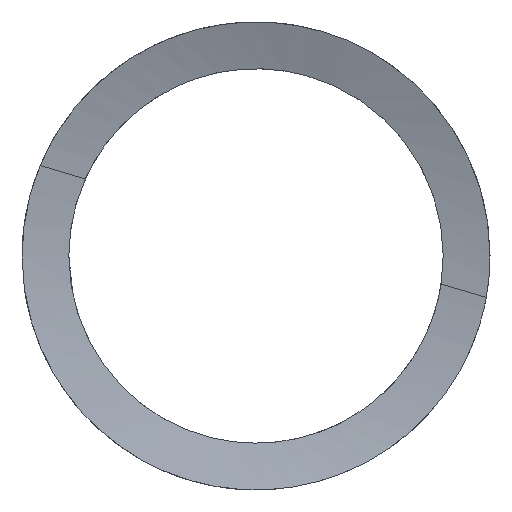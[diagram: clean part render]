
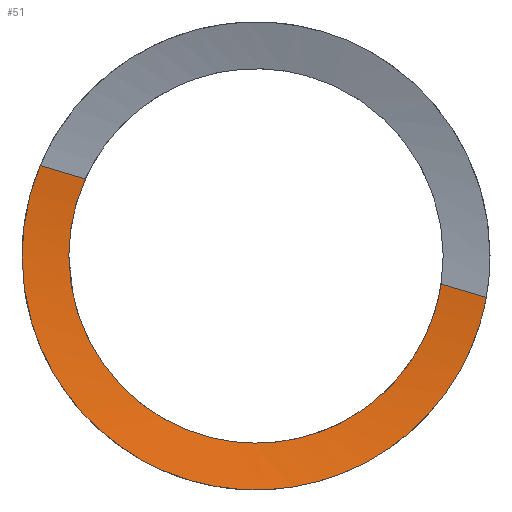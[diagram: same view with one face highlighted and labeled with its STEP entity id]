
A CAD part, left-side view. The second image highlights one B-rep face of the part: STEP entity #51.
In plain terms, the highlighted cylindrical face has radius 24 mm (diameter 48 mm), a partial arc.
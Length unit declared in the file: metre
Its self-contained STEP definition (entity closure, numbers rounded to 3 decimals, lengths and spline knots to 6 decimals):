
#51=ADVANCED_FACE('',(#115),#116,.F.);
#63=EDGE_CURVE('',#134,#135,#136,.T.);
#69=EDGE_CURVE('',#145,#146,#147,.F.);
#71=EDGE_CURVE('0:435',#149,#145,#150,.F.);
#73=EDGE_CURVE('',#152,#134,#153,.T.);
#115=FACE_OUTER_BOUND('',#189,.T.);
#116=CYLINDRICAL_SURFACE('',#190,0.024);
#134=VERTEX_POINT('',#209);
#135=VERTEX_POINT('',#210);
#136=B_SPLINE_CURVE_WITH_KNOTS('',5,(#211,#212,#213,#214,#215,#216,#217,#218,#219,#220,#221,#222,#223,#224,#225,#226,#227,#228,#229,#230,#231,#232,#233,#234),.UNSPECIFIED.,.F.,.F.,(6,3,3,3,3,3,3,6),(0.0,3.934523,7.965796,11.308317,14.636837,18.044871,22.632377,25.564788),.UNSPECIFIED.);
#145=VERTEX_POINT('',#287);
#146=VERTEX_POINT('',#288);
#147=B_SPLINE_CURVE_WITH_KNOTS('',5,(#289,#290,#291,#292,#293,#294),.UNSPECIFIED.,.F.,.F.,(6,6),(-35.955209,-31.743454),.UNSPECIFIED.);
#149=VERTEX_POINT('',#297);
#150=B_SPLINE_CURVE_WITH_KNOTS('',5,(#298,#299,#300,#301,#302,#303,#304,#305,#306,#307,#308,#309,#310,#311,#312,#313,#314,#315,#316,#317,#318,#319,#320,#321),.UNSPECIFIED.,.F.,.F.,(6,3,3,3,3,3,3,6),(-31.743454,-27.71598,-23.16159,-19.432451,-15.178981,-10.156104,-5.005581,-0.0),.UNSPECIFIED.);
#152=VERTEX_POINT('',#324);
#153=B_SPLINE_CURVE_WITH_KNOTS('',5,(#325,#326,#327,#328,#329,#330),.UNSPECIFIED.,.F.,.F.,(6,6),(-3.600091,0.0),.UNSPECIFIED.);
#189=EDGE_LOOP('',(#552,#553,#554,#555,#556,#557));
#190=AXIS2_PLACEMENT_3D('',#558,#559,#560);
#209=CARTESIAN_POINT('',(0.009159,0.006,0.));
#210=CARTESIAN_POINT('',(0.007853,-0.005931,-0.000904));
#211=CARTESIAN_POINT('',(0.009159,0.006,0.));
#212=CARTESIAN_POINT('',(0.009103,0.006,-0.000554));
#213=CARTESIAN_POINT('',(0.009026,0.005936,-0.001105));
#214=CARTESIAN_POINT('',(0.008933,0.005809,-0.001644));
#215=CARTESIAN_POINT('',(0.008719,0.005433,-0.002692));
#216=CARTESIAN_POINT('',(0.008479,0.004832,-0.003623));
#217=CARTESIAN_POINT('',(0.008356,0.004474,-0.004056));
#218=CARTESIAN_POINT('',(0.00814,0.003733,-0.004767));
#219=CARTESIAN_POINT('',(0.007956,0.002855,-0.005308));
#220=CARTESIAN_POINT('',(0.007882,0.002433,-0.005515));
#221=CARTESIAN_POINT('',(0.007757,0.001552,-0.005843));
#222=CARTESIAN_POINT('',(0.007679,0.000619,-0.005996));
#223=CARTESIAN_POINT('',(0.007653,0.000147,-0.006026));
#224=CARTESIAN_POINT('',(0.007624,-0.000809,-0.005993));
#225=CARTESIAN_POINT('',(0.007635,-0.001741,-0.005772));
#226=CARTESIAN_POINT('',(0.00765,-0.0022,-0.005614));
#227=CARTESIAN_POINT('',(0.007698,-0.00323,-0.005136));
#228=CARTESIAN_POINT('',(0.007762,-0.004124,-0.00443));
#229=CARTESIAN_POINT('',(0.007798,-0.004579,-0.003958));
#230=CARTESIAN_POINT('',(0.007844,-0.005212,-0.003092));
#231=CARTESIAN_POINT('',(0.007862,-0.005638,-0.002114));
#232=CARTESIAN_POINT('',(0.007864,-0.005771,-0.001719));
#233=CARTESIAN_POINT('',(0.007861,-0.005869,-0.001314));
#234=CARTESIAN_POINT('',(0.007853,-0.005931,-0.000904));
#287=CARTESIAN_POINT('',(0.009291,0.0075,0.));
#288=CARTESIAN_POINT('',(0.009403,0.006919,0.002895));
#289=CARTESIAN_POINT('',(0.009403,0.006919,0.002895));
#290=CARTESIAN_POINT('',(0.009431,0.007148,0.002346));
#291=CARTESIAN_POINT('',(0.009433,0.007324,0.001773));
#292=CARTESIAN_POINT('',(0.00941,0.007442,0.001186));
#293=CARTESIAN_POINT('',(0.009361,0.0075,0.000591));
#294=CARTESIAN_POINT('',(0.009291,0.0075,0.));
#297=CARTESIAN_POINT('',(0.007679,-0.007381,-0.001333));
#298=CARTESIAN_POINT('',(0.009291,0.0075,0.));
#299=CARTESIAN_POINT('',(0.009224,0.0075,-0.000566));
#300=CARTESIAN_POINT('',(0.009137,0.007447,-0.001129));
#301=CARTESIAN_POINT('',(0.009033,0.007341,-0.001682));
#302=CARTESIAN_POINT('',(0.008784,0.007009,-0.002828));
#303=CARTESIAN_POINT('',(0.008495,0.006464,-0.003881));
#304=CARTESIAN_POINT('',(0.008336,0.006118,-0.004406));
#305=CARTESIAN_POINT('',(0.008051,0.005393,-0.00529));
#306=CARTESIAN_POINT('',(0.007791,0.004513,-0.006024));
#307=CARTESIAN_POINT('',(0.007682,0.004087,-0.006321));
#308=CARTESIAN_POINT('',(0.007473,0.003122,-0.006876));
#309=CARTESIAN_POINT('',(0.007324,0.00206,-0.007249));
#310=CARTESIAN_POINT('',(0.007264,0.001474,-0.007391));
#311=CARTESIAN_POINT('',(0.00718,0.00017,-0.00757));
#312=CARTESIAN_POINT('',(0.007186,-0.001147,-0.007463));
#313=CARTESIAN_POINT('',(0.007213,-0.00185,-0.00732));
#314=CARTESIAN_POINT('',(0.007301,-0.003223,-0.006867));
#315=CARTESIAN_POINT('',(0.007426,-0.004449,-0.006104));
#316=CARTESIAN_POINT('',(0.00749,-0.00502,-0.005644));
#317=CARTESIAN_POINT('',(0.007605,-0.006025,-0.004609));
#318=CARTESIAN_POINT('',(0.007674,-0.006759,-0.003365));
#319=CARTESIAN_POINT('',(0.007693,-0.007047,-0.002711));
#320=CARTESIAN_POINT('',(0.007694,-0.007255,-0.002029));
#321=CARTESIAN_POINT('',(0.007679,-0.007381,-0.001333));
#324=CARTESIAN_POINT('',(0.009228,0.00547,0.002467));
#325=CARTESIAN_POINT('',(0.009228,0.00547,0.002467));
#326=CARTESIAN_POINT('',(0.009253,0.005679,0.002003));
#327=CARTESIAN_POINT('',(0.009259,0.005839,0.001516));
#328=CARTESIAN_POINT('',(0.009245,0.005947,0.001015));
#329=CARTESIAN_POINT('',(0.009211,0.006,0.000507));
#330=CARTESIAN_POINT('',(0.009159,0.006,0.));
#552=ORIENTED_EDGE('',*,*,#614,.F.);
#553=ORIENTED_EDGE('',*,*,#69,.F.);
#554=ORIENTED_EDGE('',*,*,#71,.F.);
#555=ORIENTED_EDGE('',*,*,#615,.F.);
#556=ORIENTED_EDGE('',*,*,#63,.F.);
#557=ORIENTED_EDGE('',*,*,#73,.F.);
#558=CARTESIAN_POINT('',(-0.015146,0.00381,0.001127));
#559=DIRECTION('',(0.115,0.953,0.282));
#560=DIRECTION('',(-0.993,0.12,0.));
#614=EDGE_CURVE('',#146,#152,#629,.T.);
#615=EDGE_CURVE('',#135,#149,#630,.T.);
#629=LINE('',#646,#647);
#630=LINE('',#648,#649);
#646=CARTESIAN_POINT('',(0.008537,-0.000261,0.000772));
#647=VECTOR('',#663,1.0);
#648=CARTESIAN_POINT('',(0.008537,-0.000261,0.000772));
#649=VECTOR('',#664,1.0);
#663=DIRECTION('',(-0.115,-0.953,-0.282));
#664=DIRECTION('',(-0.115,-0.953,-0.282));
